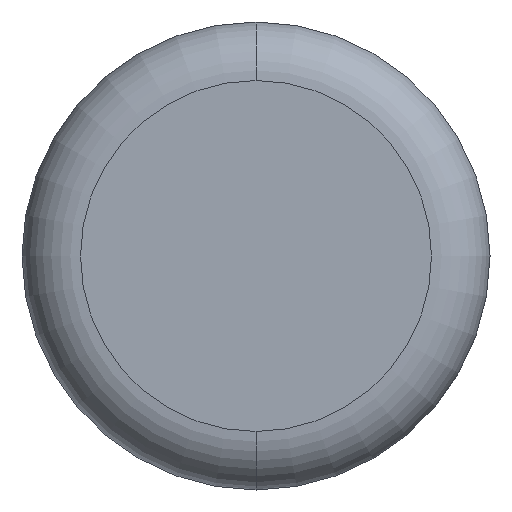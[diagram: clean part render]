
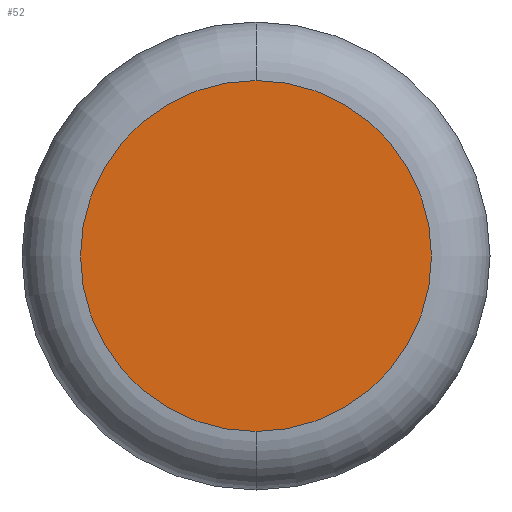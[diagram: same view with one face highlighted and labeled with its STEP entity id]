
A CAD part, front view. The second image highlights one B-rep face of the part: STEP entity #52.
In plain terms, the highlighted planar face has unit normal (0, -1, 0).
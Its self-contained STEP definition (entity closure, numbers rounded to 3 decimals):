
#18 = CARTESIAN_POINT ( 'NONE',  ( 0., 0., -3. ) ) ;
#19 = CIRCLE ( 'NONE', #262, 3. ) ;
#35 = ORIENTED_EDGE ( 'NONE', *, *, #328, .T. ) ;
#50 = FACE_OUTER_BOUND ( 'NONE', #154, .T. ) ;
#52 = ADVANCED_FACE ( 'NONE', ( #50 ), #102, .T. ) ;
#69 = AXIS2_PLACEMENT_3D ( 'NONE', #347, #219, #342 ) ;
#102 = PLANE ( 'NONE',  #345 ) ;
#154 = EDGE_LOOP ( 'NONE', ( #35, #307 ) ) ;
#192 = DIRECTION ( 'NONE',  ( 0., -1., 0. ) ) ;
#200 = CARTESIAN_POINT ( 'NONE',  ( 0., 0., 3. ) ) ;
#202 = VERTEX_POINT ( 'NONE', #18 ) ;
#219 = DIRECTION ( 'NONE',  ( 0., -1., 0. ) ) ;
#222 = EDGE_CURVE ( 'NONE', #330, #202, #19, .T. ) ;
#234 = CIRCLE ( 'NONE', #69, 3. ) ;
#246 = CARTESIAN_POINT ( 'NONE',  ( 0., 0., 0. ) ) ;
#247 = DIRECTION ( 'NONE',  ( 0., 0., -1. ) ) ;
#262 = AXIS2_PLACEMENT_3D ( 'NONE', #246, #361, #315 ) ;
#278 = CARTESIAN_POINT ( 'NONE',  ( 0., 0., 0. ) ) ;
#307 = ORIENTED_EDGE ( 'NONE', *, *, #222, .T. ) ;
#315 = DIRECTION ( 'NONE',  ( 0., 0., -1. ) ) ;
#328 = EDGE_CURVE ( 'NONE', #202, #330, #234, .T. ) ;
#330 = VERTEX_POINT ( 'NONE', #200 ) ;
#342 = DIRECTION ( 'NONE',  ( 0., 0., -1. ) ) ;
#345 = AXIS2_PLACEMENT_3D ( 'NONE', #278, #192, #247 ) ;
#347 = CARTESIAN_POINT ( 'NONE',  ( 0., 0., 0. ) ) ;
#361 = DIRECTION ( 'NONE',  ( 0., -1., 0. ) ) ;
